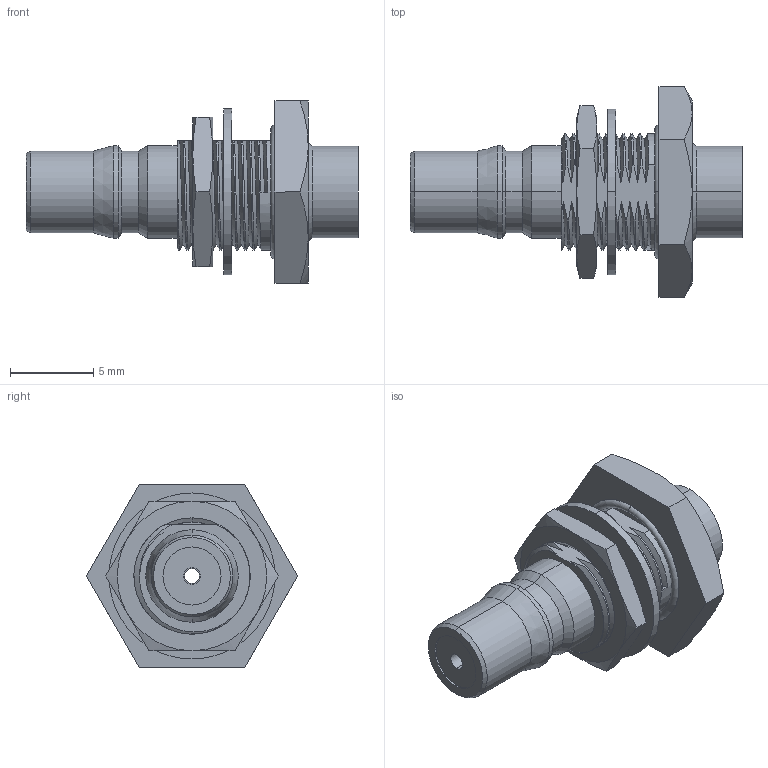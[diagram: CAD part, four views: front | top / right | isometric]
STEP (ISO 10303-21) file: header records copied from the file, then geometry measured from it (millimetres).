
FILE_DESCRIPTION (( 'STEP AP203' ), '1' );
FILE_NAME ('FMCN1891_3D.STEP', '2022-02-18T20:23:03', ( '' ), ( '' ), 'SwSTEP 2.0', 'SolidWorks 2021', '' );
FILE_SCHEMA (( 'CONFIG_CONTROL_DESIGN' ));
Length unit declared in the file: millimetre
Products named in the file (1): FMCN1891_3D
Bounding box: 20 x 12.7 x 11 mm (x, y, z)
Volume: 676.6 mm3; surface area: 1083.6 mm2
Topology: 4 solids, 4 shells, 143 faces, 348 edges, 215 vertices
Faces by surface type: cylinder 48, cone 36, plane 31, bspline 24, torus 4
Entity records: 11318 total; most frequent: CARTESIAN_POINT 8192, ORIENTED_EDGE 696, DIRECTION 565, EDGE_CURVE 348, AXIS2_PLACEMENT_3D 234, VERTEX_POINT 215, EDGE_LOOP 159, ADVANCED_FACE 143
